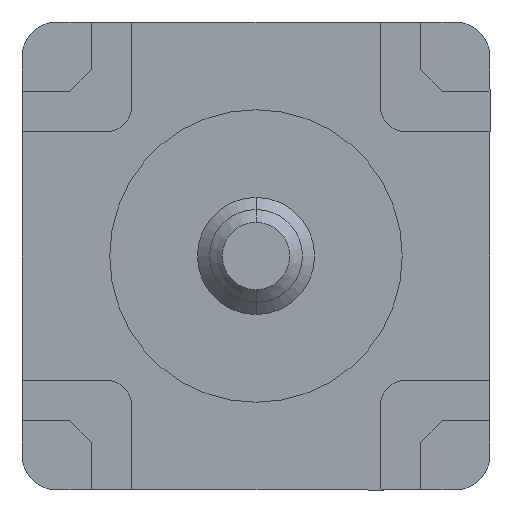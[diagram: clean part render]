
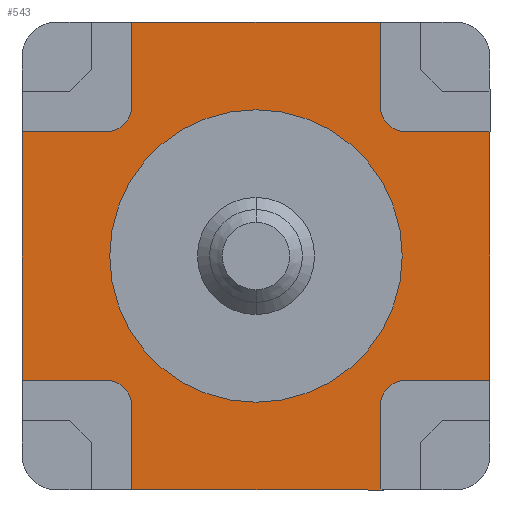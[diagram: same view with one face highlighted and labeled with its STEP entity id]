
A CAD part, front view. The second image highlights one B-rep face of the part: STEP entity #543.
In plain terms, the highlighted planar face has unit normal (0, -1, 0).
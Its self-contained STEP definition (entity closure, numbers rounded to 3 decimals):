
#16 = DIRECTION ( 'NONE',  ( 0., 0., 1. ) ) ;
#42 = LINE ( 'NONE', #2164, #1555 ) ;
#56 = EDGE_CURVE ( 'NONE', #3474, #2070, #646, .T. ) ;
#61 = EDGE_CURVE ( 'NONE', #4617, #887, #517, .T. ) ;
#63 = DIRECTION ( 'NONE',  ( 0., 1., 0. ) ) ;
#246 = VERTEX_POINT ( 'NONE', #3560 ) ;
#254 = CIRCLE ( 'NONE', #2425, 2. ) ;
#258 = VECTOR ( 'NONE', #909, 1000. ) ;
#407 = EDGE_CURVE ( 'NONE', #495, #4322, #1842, .T. ) ;
#417 = CARTESIAN_POINT ( 'NONE',  ( 1.7, 0.5, -3.2 ) ) ;
#484 = ORIENTED_EDGE ( 'NONE', *, *, #407, .T. ) ;
#495 = VERTEX_POINT ( 'NONE', #417 ) ;
#501 = LINE ( 'NONE', #3579, #258 ) ;
#517 = CIRCLE ( 'NONE', #2690, 2. ) ;
#529 = DIRECTION ( 'NONE',  ( 0., 0., 1. ) ) ;
#530 = EDGE_CURVE ( 'NONE', #3720, #3393, #4231, .T. ) ;
#543 = ADVANCED_FACE ( 'NONE', ( #4583, #2419 ), #2376, .F. ) ;
#545 = VECTOR ( 'NONE', #3882, 1000. ) ;
#546 = CARTESIAN_POINT ( 'NONE',  ( -2.05, 0.5, 2.05 ) ) ;
#586 = VECTOR ( 'NONE', #1217, 1000. ) ;
#621 = VERTEX_POINT ( 'NONE', #2050 ) ;
#624 = DIRECTION ( 'NONE',  ( 0., 0., -1. ) ) ;
#625 = CARTESIAN_POINT ( 'NONE',  ( 1.7, 0.5, 3.2 ) ) ;
#646 = LINE ( 'NONE', #4276, #1557 ) ;
#653 = DIRECTION ( 'NONE',  ( 0., 0., 1. ) ) ;
#669 = LINE ( 'NONE', #1588, #3757 ) ;
#736 = ORIENTED_EDGE ( 'NONE', *, *, #5017, .T. ) ;
#748 = CARTESIAN_POINT ( 'NONE',  ( 2.05, 0.5, -2.05 ) ) ;
#762 = CARTESIAN_POINT ( 'NONE',  ( -3.2, 0.5, 0. ) ) ;
#839 = DIRECTION ( 'NONE',  ( 1., 0., 0. ) ) ;
#887 = VERTEX_POINT ( 'NONE', #4612 ) ;
#909 = DIRECTION ( 'NONE',  ( 1., 0., 0. ) ) ;
#937 = AXIS2_PLACEMENT_3D ( 'NONE', #2386, #63, #16 ) ;
#1042 = CARTESIAN_POINT ( 'NONE',  ( -1.7, 0.5, 0. ) ) ;
#1044 = ORIENTED_EDGE ( 'NONE', *, *, #3505, .T. ) ;
#1184 = CARTESIAN_POINT ( 'NONE',  ( 0., 0.5, 0. ) ) ;
#1205 = CARTESIAN_POINT ( 'NONE',  ( 0., 0.5, 1.7 ) ) ;
#1217 = DIRECTION ( 'NONE',  ( -1., 0., 0. ) ) ;
#1229 = EDGE_CURVE ( 'NONE', #4132, #3226, #42, .T. ) ;
#1257 = ORIENTED_EDGE ( 'NONE', *, *, #3529, .T. ) ;
#1261 = CARTESIAN_POINT ( 'NONE',  ( -1.7, 0.5, 2.05 ) ) ;
#1357 = CARTESIAN_POINT ( 'NONE',  ( -2.05, 0.5, -1.7 ) ) ;
#1380 = EDGE_CURVE ( 'NONE', #4208, #1749, #1832, .T. ) ;
#1444 = ORIENTED_EDGE ( 'NONE', *, *, #4264, .T. ) ;
#1555 = VECTOR ( 'NONE', #624, 1000. ) ;
#1556 = CARTESIAN_POINT ( 'NONE',  ( -3.2, 0.5, 1.7 ) ) ;
#1557 = VECTOR ( 'NONE', #1977, 1000. ) ;
#1588 = CARTESIAN_POINT ( 'NONE',  ( 0., 0.5, -1.7 ) ) ;
#1614 = CARTESIAN_POINT ( 'NONE',  ( 0., 0.5, 0. ) ) ;
#1687 = CARTESIAN_POINT ( 'NONE',  ( -3.2, 0.5, -1.7 ) ) ;
#1696 = VECTOR ( 'NONE', #839, 1000. ) ;
#1725 = VECTOR ( 'NONE', #653, 1000. ) ;
#1749 = VERTEX_POINT ( 'NONE', #2932 ) ;
#1753 = VECTOR ( 'NONE', #3440, 1000. ) ;
#1778 = DIRECTION ( 'NONE',  ( -1., 0., 0. ) ) ;
#1832 = LINE ( 'NONE', #1042, #2714 ) ;
#1842 = LINE ( 'NONE', #4118, #1725 ) ;
#1886 = DIRECTION ( 'NONE',  ( 0., 1., 0. ) ) ;
#1952 = CARTESIAN_POINT ( 'NONE',  ( 3.2, 0.5, 1.7 ) ) ;
#1977 = DIRECTION ( 'NONE',  ( 0., 0., -1. ) ) ;
#1981 = ORIENTED_EDGE ( 'NONE', *, *, #4988, .T. ) ;
#1989 = DIRECTION ( 'NONE',  ( 0., 0., 1. ) ) ;
#2050 = CARTESIAN_POINT ( 'NONE',  ( 2.05, 0.5, 1.7 ) ) ;
#2070 = VERTEX_POINT ( 'NONE', #1261 ) ;
#2117 = EDGE_CURVE ( 'NONE', #3474, #2459, #501, .T. ) ;
#2147 = CARTESIAN_POINT ( 'NONE',  ( 2.05, 0.5, -1.7 ) ) ;
#2164 = CARTESIAN_POINT ( 'NONE',  ( 3.2, 0.5, 0. ) ) ;
#2188 = VECTOR ( 'NONE', #4216, 1000. ) ;
#2198 = EDGE_LOOP ( 'NONE', ( #484, #1444, #1257, #2510, #3901, #736, #1981, #4138, #4806, #3923, #4120, #4004, #3649, #4734, #3029, #4692 ) ) ;
#2255 = AXIS2_PLACEMENT_3D ( 'NONE', #1184, #3916, #3145 ) ;
#2265 = VERTEX_POINT ( 'NONE', #1357 ) ;
#2306 = AXIS2_PLACEMENT_3D ( 'NONE', #4277, #3562, #4327 ) ;
#2325 = CARTESIAN_POINT ( 'NONE',  ( 0., 0.5, 0. ) ) ;
#2360 = VERTEX_POINT ( 'NONE', #2147 ) ;
#2376 = PLANE ( 'NONE',  #2255 ) ;
#2386 = CARTESIAN_POINT ( 'NONE',  ( -2.05, 0.5, -2.05 ) ) ;
#2388 = CARTESIAN_POINT ( 'NONE',  ( 0., 0.5, -1.7 ) ) ;
#2419 = FACE_OUTER_BOUND ( 'NONE', #2198, .T. ) ;
#2425 = AXIS2_PLACEMENT_3D ( 'NONE', #1614, #2792, #1989 ) ;
#2452 = CIRCLE ( 'NONE', #3792, 0.35 ) ;
#2459 = VERTEX_POINT ( 'NONE', #625 ) ;
#2501 = LINE ( 'NONE', #3511, #545 ) ;
#2510 = ORIENTED_EDGE ( 'NONE', *, *, #1229, .F. ) ;
#2556 = DIRECTION ( 'NONE',  ( 0., 1., 0. ) ) ;
#2570 = CARTESIAN_POINT ( 'NONE',  ( -2.05, 0.5, 1.7 ) ) ;
#2580 = AXIS2_PLACEMENT_3D ( 'NONE', #546, #2556, #529 ) ;
#2673 = CARTESIAN_POINT ( 'NONE',  ( 3.2, 0.5, -1.7 ) ) ;
#2690 = AXIS2_PLACEMENT_3D ( 'NONE', #2325, #3510, #3097 ) ;
#2714 = VECTOR ( 'NONE', #3749, 1000. ) ;
#2720 = DIRECTION ( 'NONE',  ( 1., 0., 0. ) ) ;
#2792 = DIRECTION ( 'NONE',  ( 0., 1., 0. ) ) ;
#2807 = CIRCLE ( 'NONE', #937, 0.35 ) ;
#2902 = EDGE_CURVE ( 'NONE', #2070, #3720, #2926, .T. ) ;
#2919 = VECTOR ( 'NONE', #1778, 1000. ) ;
#2926 = CIRCLE ( 'NONE', #2580, 0.35 ) ;
#2932 = CARTESIAN_POINT ( 'NONE',  ( -1.7, 0.5, -3.2 ) ) ;
#3029 = ORIENTED_EDGE ( 'NONE', *, *, #1380, .T. ) ;
#3094 = VERTEX_POINT ( 'NONE', #1687 ) ;
#3097 = DIRECTION ( 'NONE',  ( 0., 0., 1. ) ) ;
#3145 = DIRECTION ( 'NONE',  ( 0., 0., 1. ) ) ;
#3226 = VERTEX_POINT ( 'NONE', #2673 ) ;
#3258 = EDGE_CURVE ( 'NONE', #3094, #3393, #3290, .T. ) ;
#3290 = LINE ( 'NONE', #762, #2188 ) ;
#3345 = LINE ( 'NONE', #4604, #1753 ) ;
#3393 = VERTEX_POINT ( 'NONE', #1556 ) ;
#3440 = DIRECTION ( 'NONE',  ( -1., 0., 0. ) ) ;
#3474 = VERTEX_POINT ( 'NONE', #4306 ) ;
#3505 = EDGE_CURVE ( 'NONE', #887, #4617, #254, .T. ) ;
#3510 = DIRECTION ( 'NONE',  ( 0., 1., 0. ) ) ;
#3511 = CARTESIAN_POINT ( 'NONE',  ( 1.7, 0.5, 0. ) ) ;
#3529 = EDGE_CURVE ( 'NONE', #2360, #3226, #4194, .T. ) ;
#3560 = CARTESIAN_POINT ( 'NONE',  ( 1.7, 0.5, 2.05 ) ) ;
#3562 = DIRECTION ( 'NONE',  ( 0., 1., 0. ) ) ;
#3579 = CARTESIAN_POINT ( 'NONE',  ( 0., 0.5, 3.2 ) ) ;
#3649 = ORIENTED_EDGE ( 'NONE', *, *, #4949, .T. ) ;
#3720 = VERTEX_POINT ( 'NONE', #2570 ) ;
#3725 = CARTESIAN_POINT ( 'NONE',  ( 0., 0.5, -3.2 ) ) ;
#3749 = DIRECTION ( 'NONE',  ( 0., 0., -1. ) ) ;
#3757 = VECTOR ( 'NONE', #2720, 1000. ) ;
#3786 = EDGE_LOOP ( 'NONE', ( #4425, #1044 ) ) ;
#3791 = DIRECTION ( 'NONE',  ( 0., 0., 1. ) ) ;
#3792 = AXIS2_PLACEMENT_3D ( 'NONE', #748, #1886, #3791 ) ;
#3882 = DIRECTION ( 'NONE',  ( 0., 0., 1. ) ) ;
#3901 = ORIENTED_EDGE ( 'NONE', *, *, #4790, .T. ) ;
#3916 = DIRECTION ( 'NONE',  ( 0., 1., 0. ) ) ;
#3923 = ORIENTED_EDGE ( 'NONE', *, *, #2902, .T. ) ;
#4004 = ORIENTED_EDGE ( 'NONE', *, *, #3258, .F. ) ;
#4106 = EDGE_CURVE ( 'NONE', #2265, #4208, #2807, .T. ) ;
#4110 = CARTESIAN_POINT ( 'NONE',  ( 0., 0.5, -2. ) ) ;
#4118 = CARTESIAN_POINT ( 'NONE',  ( 1.7, 0.5, 0. ) ) ;
#4120 = ORIENTED_EDGE ( 'NONE', *, *, #530, .T. ) ;
#4132 = VERTEX_POINT ( 'NONE', #1952 ) ;
#4138 = ORIENTED_EDGE ( 'NONE', *, *, #2117, .F. ) ;
#4194 = LINE ( 'NONE', #2388, #1696 ) ;
#4201 = CARTESIAN_POINT ( 'NONE',  ( 1.7, 0.5, -2.05 ) ) ;
#4208 = VERTEX_POINT ( 'NONE', #4675 ) ;
#4216 = DIRECTION ( 'NONE',  ( 0., 0., 1. ) ) ;
#4231 = LINE ( 'NONE', #1205, #586 ) ;
#4263 = LINE ( 'NONE', #3725, #2919 ) ;
#4264 = EDGE_CURVE ( 'NONE', #4322, #2360, #2452, .T. ) ;
#4276 = CARTESIAN_POINT ( 'NONE',  ( -1.7, 0.5, 0. ) ) ;
#4277 = CARTESIAN_POINT ( 'NONE',  ( 2.05, 0.5, 2.05 ) ) ;
#4306 = CARTESIAN_POINT ( 'NONE',  ( -1.7, 0.5, 3.2 ) ) ;
#4320 = CIRCLE ( 'NONE', #2306, 0.35 ) ;
#4322 = VERTEX_POINT ( 'NONE', #4201 ) ;
#4327 = DIRECTION ( 'NONE',  ( 0., 0., 1. ) ) ;
#4425 = ORIENTED_EDGE ( 'NONE', *, *, #61, .T. ) ;
#4583 = FACE_BOUND ( 'NONE', #3786, .T. ) ;
#4604 = CARTESIAN_POINT ( 'NONE',  ( 0., 0.5, 1.7 ) ) ;
#4612 = CARTESIAN_POINT ( 'NONE',  ( 0., 0.5, 2. ) ) ;
#4617 = VERTEX_POINT ( 'NONE', #4110 ) ;
#4640 = EDGE_CURVE ( 'NONE', #495, #1749, #4263, .T. ) ;
#4675 = CARTESIAN_POINT ( 'NONE',  ( -1.7, 0.5, -2.05 ) ) ;
#4692 = ORIENTED_EDGE ( 'NONE', *, *, #4640, .F. ) ;
#4734 = ORIENTED_EDGE ( 'NONE', *, *, #4106, .T. ) ;
#4790 = EDGE_CURVE ( 'NONE', #4132, #621, #3345, .T. ) ;
#4806 = ORIENTED_EDGE ( 'NONE', *, *, #56, .T. ) ;
#4949 = EDGE_CURVE ( 'NONE', #3094, #2265, #669, .T. ) ;
#4988 = EDGE_CURVE ( 'NONE', #246, #2459, #2501, .T. ) ;
#5017 = EDGE_CURVE ( 'NONE', #621, #246, #4320, .T. ) ;
